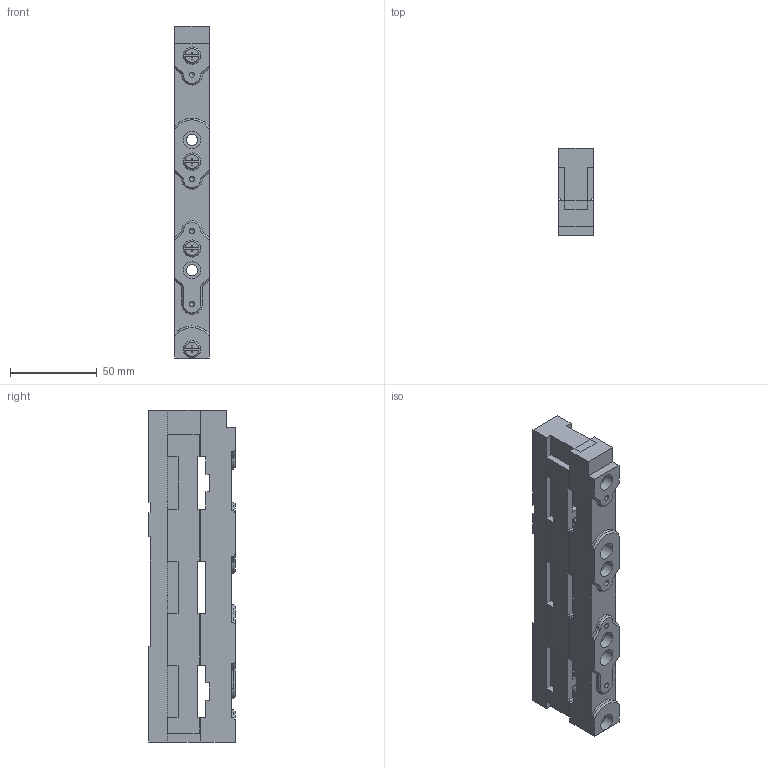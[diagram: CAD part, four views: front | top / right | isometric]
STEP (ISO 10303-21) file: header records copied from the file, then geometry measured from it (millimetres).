
FILE_DESCRIPTION(/* description */ ('STEP AP214'),/* implementation_level */ '2;1');
FILE_NAME(/* name */ '01495',/* time_stamp */ '2024-11-11T16:43:25+01:00',/* author */ ('License CC BY-ND 4.0'),/* organization */ ('CADENAS'),/* preprocessor_version */ 'ST-DEVELOPER v19.3',/* originating_system */ 'PARTsolutions',/* authorisation */ ' ');
FILE_SCHEMA (('AUTOMOTIVE_DESIGN {1 0 10303 214 3 1 1}'));
Length unit declared in the file: millimetre
Products named in the file (5): 01495; 79673000; 80147; 79675000; 79672000
Assembly tree (7 placements, depth 2):
  01495
    79673000
    80147  x4
    79675000
    79672000
Bounding box: 20 x 50 x 191 mm (x, y, z)
Volume: 158615.9 mm3; surface area: 63596.4 mm2
Topology: 7 solids, 7 shells, 346 faces, 953 edges, 632 vertices
Faces by surface type: plane 262, cylinder 66, cone 18
Full cylindrical faces by diameter (mm): 3 x8, 6 x8, 6.5 x2, 9.9 x4, 10 x9, 11 x2
Entity records: 9213 total; most frequent: CARTESIAN_POINT 1639, ORIENTED_EDGE 1538, DIRECTION 1480, EDGE_CURVE 769, LINE 624, VECTOR 624, VERTEX_POINT 531, AXIS2_PLACEMENT_3D 428
